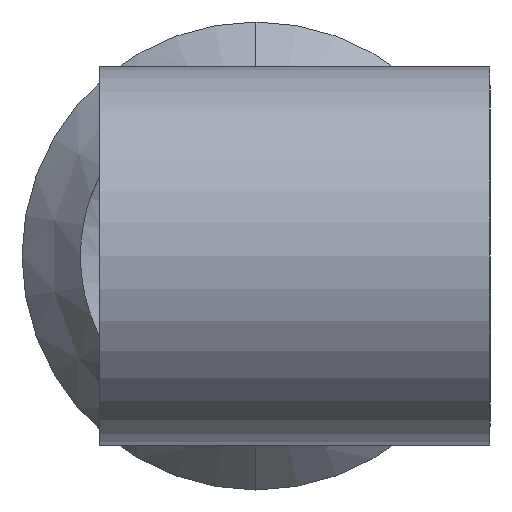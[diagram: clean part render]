
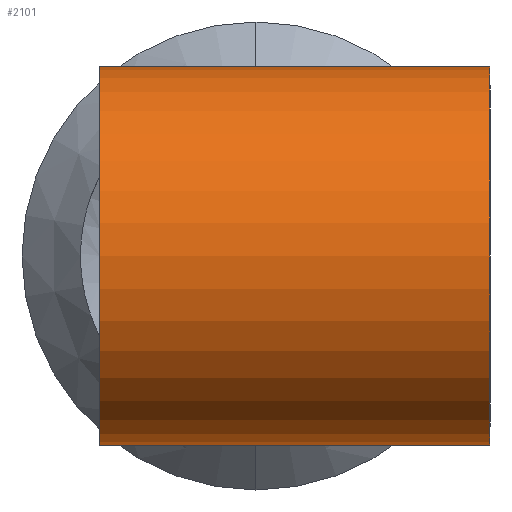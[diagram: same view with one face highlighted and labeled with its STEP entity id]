
A CAD part, left-side view. The second image highlights one B-rep face of the part: STEP entity #2101.
In plain terms, the highlighted cylindrical face has radius 4.85 mm (diameter 9.7 mm), a partial arc.
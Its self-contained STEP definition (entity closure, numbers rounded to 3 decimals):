
#163 = CARTESIAN_POINT ( 'NONE',  ( 0., -6., 4.85 ) ) ;
#288 = DIRECTION ( 'NONE',  ( 0., -1., 0. ) ) ;
#289 = VECTOR ( 'NONE', #288, 1000. ) ;
#290 = CARTESIAN_POINT ( 'NONE',  ( 0., -9.881, 4.85 ) ) ;
#313 = LINE ( 'NONE', #290, #289 ) ;
#482 = VECTOR ( 'NONE', #517, 1000. ) ;
#483 = CARTESIAN_POINT ( 'NONE',  ( 0., -9.881, -4.85 ) ) ;
#484 = LINE ( 'NONE', #483, #482 ) ;
#508 = CARTESIAN_POINT ( 'NONE',  ( 0., 4., -4.85 ) ) ;
#511 = CARTESIAN_POINT ( 'NONE',  ( 0., 4., 4.85 ) ) ;
#517 = DIRECTION ( 'NONE',  ( 0., -1., 0. ) ) ;
#518 = CARTESIAN_POINT ( 'NONE',  ( 0., -6., -4.85 ) ) ;
#584 = DIRECTION ( 'NONE',  ( 0., 0., -1. ) ) ;
#585 = DIRECTION ( 'NONE',  ( 0., -1., 0. ) ) ;
#586 = AXIS2_PLACEMENT_3D ( 'NONE', #589, #585, #584 ) ;
#587 = CIRCLE ( 'NONE', #586, 4.85 ) ;
#589 = CARTESIAN_POINT ( 'NONE',  ( 0., -6., 0. ) ) ;
#1359 = DIRECTION ( 'NONE',  ( 0., -1., 0. ) ) ;
#1360 = AXIS2_PLACEMENT_3D ( 'NONE', #1361, #1359, #1490 ) ;
#1361 = CARTESIAN_POINT ( 'NONE',  ( 0., -9.881, 0. ) ) ;
#1362 = CYLINDRICAL_SURFACE ( 'NONE', #1360, 4.85 ) ;
#1365 = CARTESIAN_POINT ( 'NONE',  ( 0., 4., 0. ) ) ;
#1369 = FACE_OUTER_BOUND ( 'NONE', #2066, .T. ) ;
#1490 = DIRECTION ( 'NONE',  ( 0., 0., -1. ) ) ;
#1491 = DIRECTION ( 'NONE',  ( 0., 0., -1. ) ) ;
#1492 = DIRECTION ( 'NONE',  ( 0., -1., 0. ) ) ;
#1493 = AXIS2_PLACEMENT_3D ( 'NONE', #1365, #1492, #1491 ) ;
#1494 = CIRCLE ( 'NONE', #1493, 4.85 ) ;
#1994 = EDGE_CURVE ( 'NONE', #2043, #2026, #313, .T. ) ;
#2026 = VERTEX_POINT ( 'NONE', #163 ) ;
#2036 = EDGE_CURVE ( 'NONE', #2046, #2040, #484, .T. ) ;
#2040 = VERTEX_POINT ( 'NONE', #518 ) ;
#2043 = VERTEX_POINT ( 'NONE', #511 ) ;
#2046 = VERTEX_POINT ( 'NONE', #508 ) ;
#2066 = EDGE_LOOP ( 'NONE', ( #2144, #2131, #2111, #2150 ) ) ;
#2100 = EDGE_CURVE ( 'NONE', #2043, #2046, #1494, .T. ) ;
#2101 = ADVANCED_FACE ( 'NONE', ( #1369 ), #1362, .T. ) ;
#2111 = ORIENTED_EDGE ( 'NONE', *, *, #2036, .T. ) ;
#2131 = ORIENTED_EDGE ( 'NONE', *, *, #2100, .T. ) ;
#2144 = ORIENTED_EDGE ( 'NONE', *, *, #1994, .F. ) ;
#2150 = ORIENTED_EDGE ( 'NONE', *, *, #2194, .F. ) ;
#2194 = EDGE_CURVE ( 'NONE', #2026, #2040, #587, .T. ) ;
